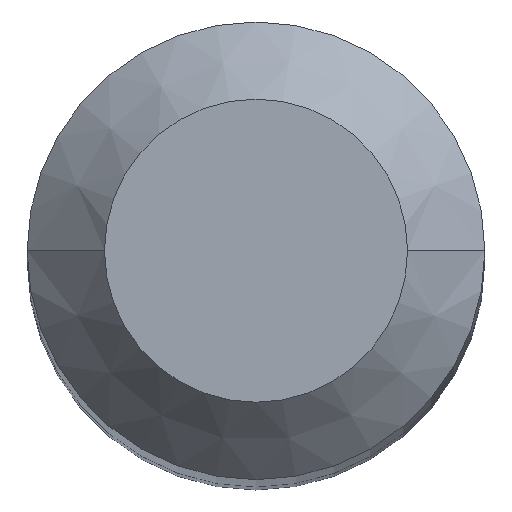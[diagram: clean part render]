
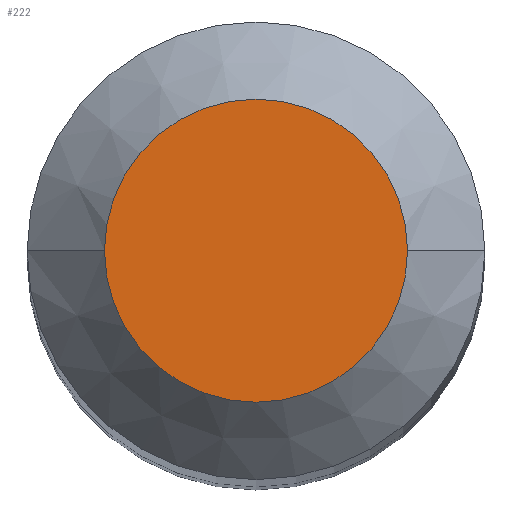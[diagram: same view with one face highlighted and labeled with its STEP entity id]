
A CAD part, top view. The second image highlights one B-rep face of the part: STEP entity #222.
In plain terms, the highlighted planar face has unit normal (0, 0, 1).
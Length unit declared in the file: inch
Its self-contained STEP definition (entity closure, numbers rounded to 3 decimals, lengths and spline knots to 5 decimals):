
#6 = CIRCLE ( 'NONE', #215, 0.06125 ) ;
#56 = VERTEX_POINT ( 'NONE', #177 ) ;
#97 = EDGE_CURVE ( 'NONE', #56, #100, #6, .T. ) ;
#100 = VERTEX_POINT ( 'NONE', #112 ) ;
#109 = DIRECTION ( 'NONE',  ( -1., 0., 0. ) ) ;
#112 = CARTESIAN_POINT ( 'NONE',  ( -0.06125, 0., 0. ) ) ;
#117 = AXIS2_PLACEMENT_3D ( 'NONE', #225, #203, #109 ) ;
#134 = DIRECTION ( 'NONE',  ( 1., 0., 0. ) ) ;
#164 = PLANE ( 'NONE',  #117 ) ;
#171 = EDGE_CURVE ( 'NONE', #100, #56, #302, .T. ) ;
#177 = CARTESIAN_POINT ( 'NONE',  ( 0.06125, 0., 0. ) ) ;
#183 = AXIS2_PLACEMENT_3D ( 'NONE', #221, #232, #134 ) ;
#198 = ORIENTED_EDGE ( 'NONE', *, *, #97, .T. ) ;
#201 = DIRECTION ( 'NONE',  ( 1., 0., 0. ) ) ;
#203 = DIRECTION ( 'NONE',  ( 0., 0., -1. ) ) ;
#215 = AXIS2_PLACEMENT_3D ( 'NONE', #252, #249, #201 ) ;
#221 = CARTESIAN_POINT ( 'NONE',  ( 0., 0., 0. ) ) ;
#222 = ADVANCED_FACE ( 'NONE', ( #380 ), #164, .F. ) ;
#223 = EDGE_LOOP ( 'NONE', ( #288, #198 ) ) ;
#225 = CARTESIAN_POINT ( 'NONE',  ( 0., 0., 0. ) ) ;
#232 = DIRECTION ( 'NONE',  ( 0., 0., 1. ) ) ;
#249 = DIRECTION ( 'NONE',  ( 0., 0., 1. ) ) ;
#252 = CARTESIAN_POINT ( 'NONE',  ( 0., 0., 0. ) ) ;
#288 = ORIENTED_EDGE ( 'NONE', *, *, #171, .T. ) ;
#302 = CIRCLE ( 'NONE', #183, 0.06125 ) ;
#380 = FACE_OUTER_BOUND ( 'NONE', #223, .T. ) ;
